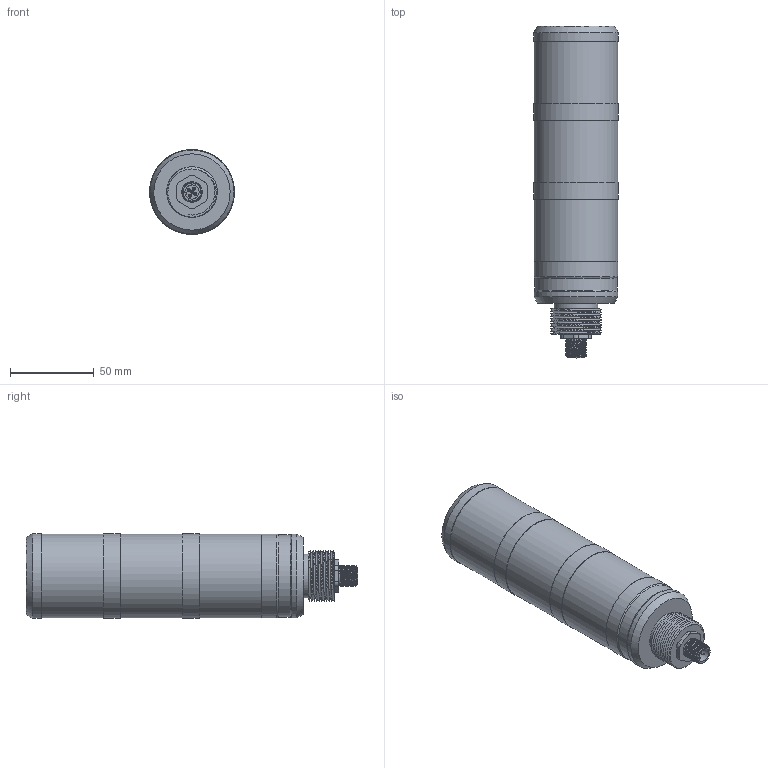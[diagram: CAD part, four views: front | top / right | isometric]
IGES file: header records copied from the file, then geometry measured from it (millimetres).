
Global section: file name: SBT-F-GYR-R50-3S-B5; native system: Autodesk Inventor 2021; preprocessor: unknown; author: S. Sandt; organization: di-soric GmbH & Co. KG; date: 20220120.083406; units: millimetre
Bounding box: 50.57 x 197.6 x 50.57 mm (x, y, z)
Volume: 117467.4 mm3; surface area: 73108.7 mm2
Topology: 15 solids, 15 shells, 142 faces, 347 edges, 258 vertices
Faces by surface type: bspline 142
